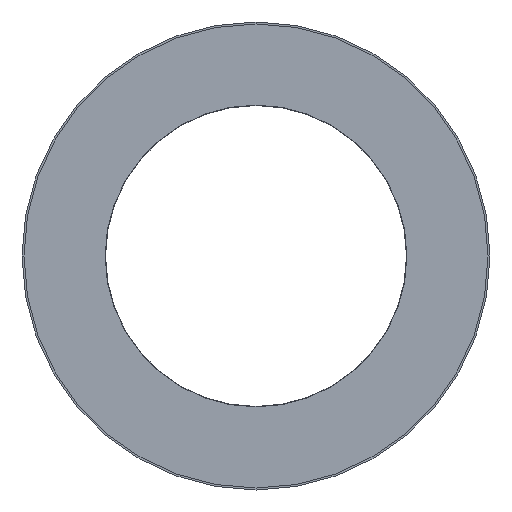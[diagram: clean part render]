
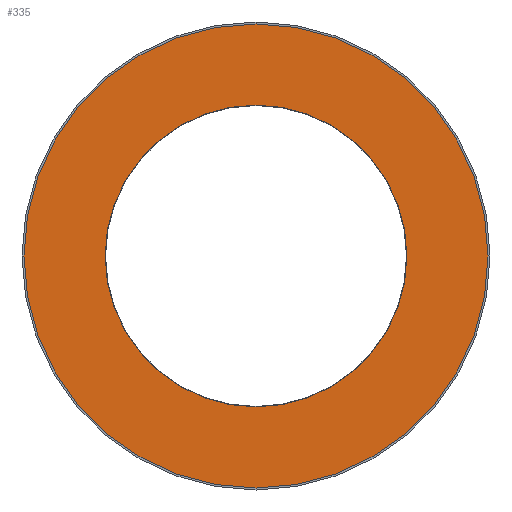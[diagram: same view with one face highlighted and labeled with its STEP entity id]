
A CAD part, front view. The second image highlights one B-rep face of the part: STEP entity #335.
In plain terms, the highlighted planar face has unit normal (0, -1, 0).
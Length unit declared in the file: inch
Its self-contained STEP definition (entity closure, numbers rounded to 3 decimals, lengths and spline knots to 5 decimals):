
#13 = DIRECTION ( 'NONE',  ( 0., 0., 1. ) ) ;
#22 = ORIENTED_EDGE ( 'NONE', *, *, #75, .T. ) ;
#29 = DIRECTION ( 'NONE',  ( 0., 0., 1. ) ) ;
#56 = CARTESIAN_POINT ( 'NONE',  ( 0.73009, 0.40942, 0.04028 ) ) ;
#75 = EDGE_CURVE ( 'NONE', #85, #85, #267, .T. ) ;
#79 = FACE_BOUND ( 'NONE', #165, .T. ) ;
#85 = VERTEX_POINT ( 'NONE', #86 ) ;
#86 = CARTESIAN_POINT ( 'NONE',  ( 0.73009, 0.40942, 1.00728 ) ) ;
#106 = AXIS2_PLACEMENT_3D ( 'NONE', #251, #339, #227 ) ;
#114 = FACE_OUTER_BOUND ( 'NONE', #249, .T. ) ;
#165 = EDGE_LOOP ( 'NONE', ( #22 ) ) ;
#198 = PLANE ( 'NONE',  #244 ) ;
#199 = DIRECTION ( 'NONE',  ( 0., 1., 0. ) ) ;
#205 = DIRECTION ( 'NONE',  ( 0., 1., 0. ) ) ;
#212 = CARTESIAN_POINT ( 'NONE',  ( 0.73009, 0.40942, 1.21228 ) ) ;
#227 = DIRECTION ( 'NONE',  ( 0., 0., 1. ) ) ;
#228 = AXIS2_PLACEMENT_3D ( 'NONE', #263, #205, #13 ) ;
#239 = VERTEX_POINT ( 'NONE', #212 ) ;
#244 = AXIS2_PLACEMENT_3D ( 'NONE', #56, #199, #29 ) ;
#249 = EDGE_LOOP ( 'NONE', ( #276 ) ) ;
#251 = CARTESIAN_POINT ( 'NONE',  ( 0.73009, 0.40942, 0.62628 ) ) ;
#263 = CARTESIAN_POINT ( 'NONE',  ( 0.73009, 0.40942, 0.62628 ) ) ;
#267 = CIRCLE ( 'NONE', #106, 0.381 ) ;
#268 = EDGE_CURVE ( 'NONE', #239, #239, #334, .T. ) ;
#276 = ORIENTED_EDGE ( 'NONE', *, *, #268, .F. ) ;
#334 = CIRCLE ( 'NONE', #228, 0.586 ) ;
#335 = ADVANCED_FACE ( 'NONE', ( #114, #79 ), #198, .F. ) ;
#339 = DIRECTION ( 'NONE',  ( 0., 1., 0. ) ) ;
